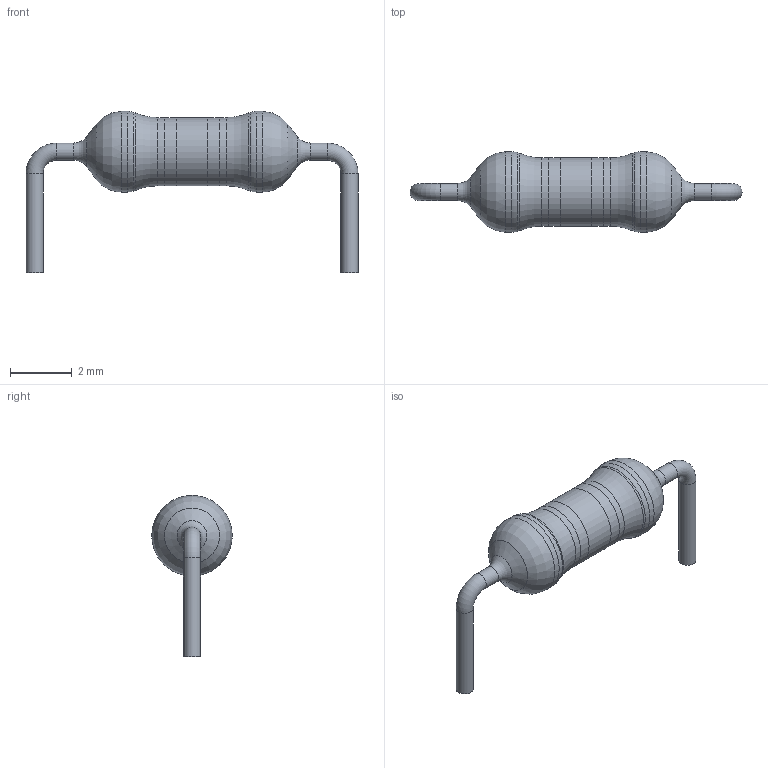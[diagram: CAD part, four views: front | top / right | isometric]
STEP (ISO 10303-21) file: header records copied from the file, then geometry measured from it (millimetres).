
FILE_DESCRIPTION(('STEP AP214'), '1');
FILE_NAME('RES-0.25W', '2019-03-03T12:29:54', ('Nobody'), (''), 'ASCON STEP Converter 1.3', 'ASCON Math Kernel', '');
FILE_SCHEMA(('AUTOMOTIVE_DESIGN { 1 0 10303 214 3 1 1}'));
Length unit declared in the file: millimetre
Bounding box: 10.71 x 2.6 x 5.2 mm (x, y, z)
Volume: 29.8 mm3; surface area: 71.9 mm2
Topology: 3 solids, 3 shells, 31 faces, 53 edges, 28 vertices
Faces by surface type: torus 12, cylinder 11, plane 6, cone 2
Full cylindrical faces by diameter (mm): 0.55 x4, 2.2 x5, 2.6 x2
Entity records: 898 total; most frequent: DIRECTION 120, CARTESIAN_POINT 88, AXIS2_PLACEMENT_3D 60, EDGE_LOOP 56, ORIENTED_EDGE 56, FACE_OUTER_BOUND 50, COLOUR_RGB 34, FILL_AREA_STYLE_COLOUR 34
